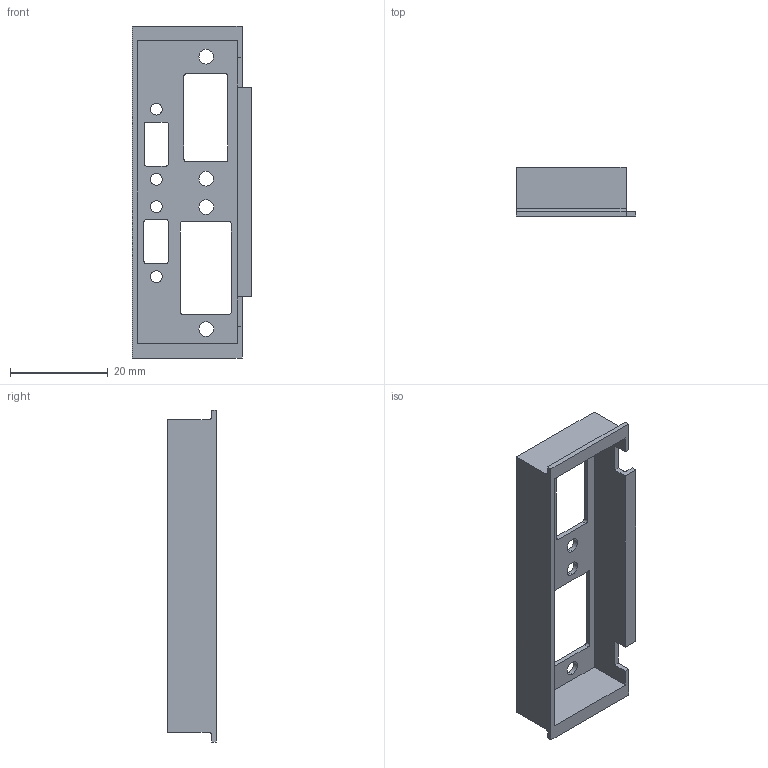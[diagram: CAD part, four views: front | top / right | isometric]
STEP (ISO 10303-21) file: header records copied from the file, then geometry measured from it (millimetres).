
FILE_DESCRIPTION (( 'STEP AP214' ), '1' );
FILE_NAME ('connectors_box.STEP', '2020-12-07T12:15:00', ( '' ), ( '' ), 'SwSTEP 2.0', 'SolidWorks 2018', '' );
FILE_SCHEMA (( 'AUTOMOTIVE_DESIGN' ));
Length unit declared in the file: millimetre
Products named in the file (2): connectors_box
Bounding box: 24.5 x 10 x 68 mm (x, y, z)
Volume: 2608.9 mm3; surface area: 5620 mm2
Topology: 1 solids, 1 shells, 75 faces, 219 edges, 146 vertices
Faces by surface type: plane 40, cylinder 35
Entity records: 2600 total; most frequent: DIRECTION 443, CARTESIAN_POINT 442, ORIENTED_EDGE 438, EDGE_CURVE 219, LINE 149, VECTOR 149, AXIS2_PLACEMENT_3D 147, VERTEX_POINT 146
